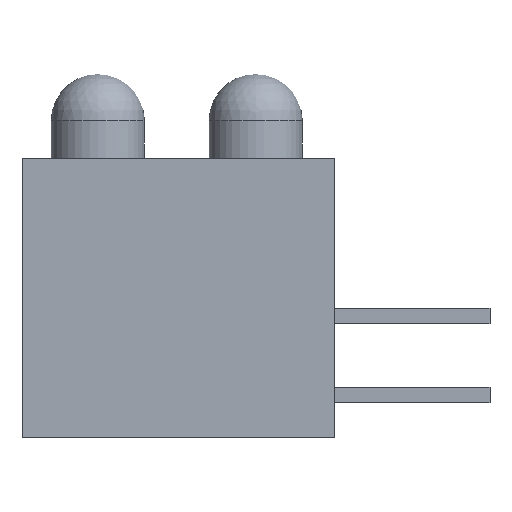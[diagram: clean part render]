
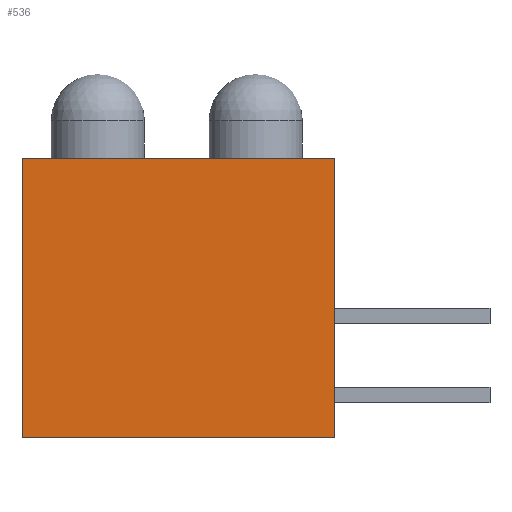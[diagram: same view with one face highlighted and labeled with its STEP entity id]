
A CAD part, left-side view. The second image highlights one B-rep face of the part: STEP entity #536.
In plain terms, the highlighted planar face has unit normal (-1, 0, 0).
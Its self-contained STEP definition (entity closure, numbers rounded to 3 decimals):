
#62=FACE_OUTER_BOUND('',#96,.T.);
#96=EDGE_LOOP('',(#461,#462,#463,#464));
#156=LINE('',#870,#218);
#157=LINE('',#873,#219);
#158=LINE('',#875,#220);
#159=LINE('',#876,#221);
#218=VECTOR('',#720,10.);
#219=VECTOR('',#723,10.);
#220=VECTOR('',#724,10.);
#221=VECTOR('',#725,10.);
#267=VERTEX_POINT('',#863);
#270=VERTEX_POINT('',#868);
#271=VERTEX_POINT('',#872);
#272=VERTEX_POINT('',#874);
#336=EDGE_CURVE('',#267,#270,#156,.T.);
#337=EDGE_CURVE('',#271,#267,#157,.T.);
#338=EDGE_CURVE('',#272,#270,#158,.T.);
#339=EDGE_CURVE('',#271,#272,#159,.T.);
#461=ORIENTED_EDGE('',*,*,#337,.T.);
#462=ORIENTED_EDGE('',*,*,#336,.T.);
#463=ORIENTED_EDGE('',*,*,#338,.F.);
#464=ORIENTED_EDGE('',*,*,#339,.F.);
#506=PLANE('',#594);
#536=ADVANCED_FACE('',(#62),#506,.T.);
#594=AXIS2_PLACEMENT_3D('',#871,#721,#722);
#720=DIRECTION('',(0.,0.,1.));
#721=DIRECTION('center_axis',(-1.,0.,0.));
#722=DIRECTION('ref_axis',(0.,-1.,0.));
#723=DIRECTION('',(0.,-1.,0.));
#724=DIRECTION('',(0.,-1.,0.));
#725=DIRECTION('',(0.,0.,1.));
#863=CARTESIAN_POINT('',(-2.25,-5.03,0.));
#868=CARTESIAN_POINT('',(-2.25,-5.03,9.));
#870=CARTESIAN_POINT('',(-2.25,-5.03,0.));
#871=CARTESIAN_POINT('Origin',(-2.25,5.03,0.));
#872=CARTESIAN_POINT('',(-2.25,5.03,0.));
#873=CARTESIAN_POINT('',(-2.25,5.03,0.));
#874=CARTESIAN_POINT('',(-2.25,5.03,9.));
#875=CARTESIAN_POINT('',(-2.25,5.03,9.));
#876=CARTESIAN_POINT('',(-2.25,5.03,0.));
